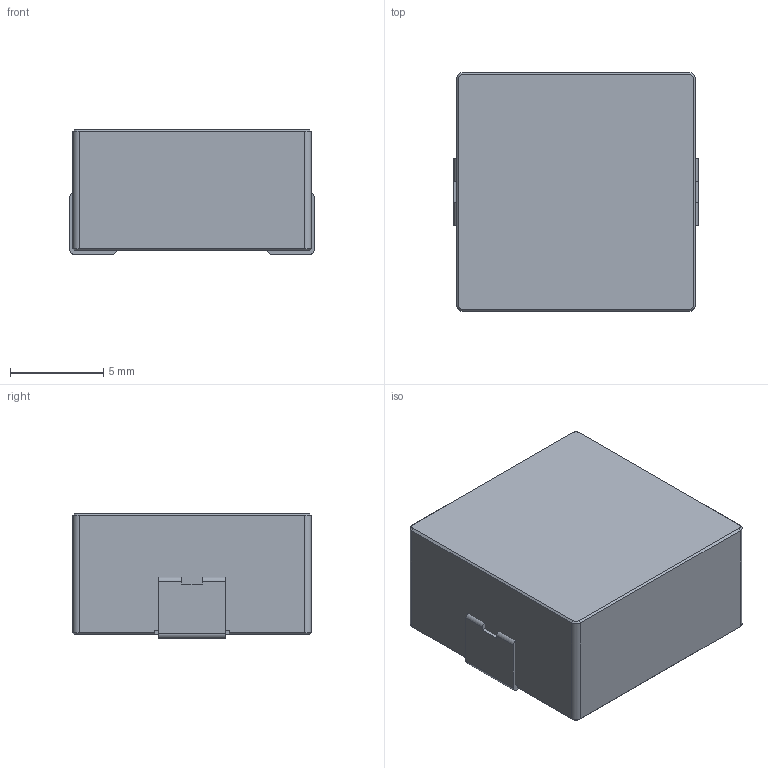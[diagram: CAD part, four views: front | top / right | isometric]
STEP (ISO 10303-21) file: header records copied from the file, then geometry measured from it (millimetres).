
FILE_DESCRIPTION(('FreeCAD Model'),'2;1');
FILE_NAME('Open CASCADE Shape Model','2023-12-27T18:10:07',('Author'),( ''),'Open CASCADE STEP processor 7.5','FreeCAD','Unknown');
FILE_SCHEMA(('AUTOMOTIVE_DESIGN { 1 0 10303 214 1 1 1 1 }'));
Length unit declared in the file: millimetre
Products named in the file (3): CIP1265; Body; Leads
Assembly tree (2 placements, depth 2):
  CIP1265
    Body
    Leads
Bounding box: 13.1 x 12.8 x 6.7 mm (x, y, z)
Surface area: 858.2 mm2
Topology: 2 solids, 2 shells, 66 faces, 162 edges, 100 vertices
Faces by surface type: plane 46, cylinder 12, cone 8
Entity records: 4103 total; most frequent: CARTESIAN_POINT 703, DIRECTION 648, LINE 430, VECTOR 430, ORIENTED_EDGE 324, PCURVE 324, DEFINITIONAL_REPRESENTATION 324, EDGE_CURVE 162
